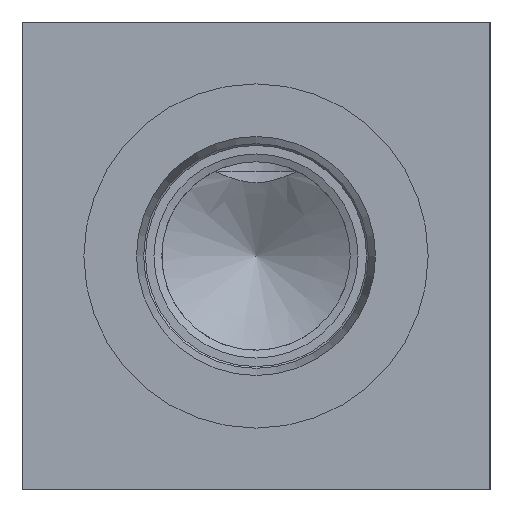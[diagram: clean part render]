
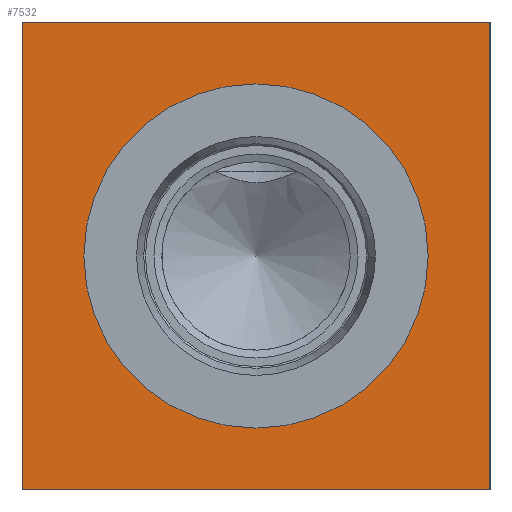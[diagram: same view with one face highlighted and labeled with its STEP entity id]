
A CAD part, left-side view. The second image highlights one B-rep face of the part: STEP entity #7532.
In plain terms, the highlighted planar face has unit normal (-1, 0, 0).
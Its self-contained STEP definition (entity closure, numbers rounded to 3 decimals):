
#99=CIRCLE('',#7798,21.019);
#100=CIRCLE('',#7799,21.019);
#217=FACE_BOUND('',#1242,.T.);
#431=PLANE('',#7917);
#814=FACE_OUTER_BOUND('',#1241,.T.);
#1241=EDGE_LOOP('',(#6689,#6690,#6691,#6692));
#1242=EDGE_LOOP('',(#6693,#6694));
#1504=LINE('',#11800,#2188);
#1931=LINE('',#13115,#2615);
#1932=LINE('',#13116,#2616);
#1933=LINE('',#13117,#2617);
#2188=VECTOR('',#8284,10.);
#2615=VECTOR('',#9333,10.);
#2616=VECTOR('',#9334,10.);
#2617=VECTOR('',#9335,10.);
#3193=VERTEX_POINT('',#11793);
#3196=VERTEX_POINT('',#11798);
#3496=VERTEX_POINT('',#12844);
#3497=VERTEX_POINT('',#12845);
#3576=VERTEX_POINT('',#13113);
#3577=VERTEX_POINT('',#13114);
#4057=EDGE_CURVE('',#3196,#3193,#1504,.T.);
#4505=EDGE_CURVE('',#3496,#3497,#99,.T.);
#4506=EDGE_CURVE('',#3497,#3496,#100,.T.);
#4620=EDGE_CURVE('',#3576,#3577,#1931,.T.);
#4621=EDGE_CURVE('',#3577,#3193,#1932,.T.);
#4622=EDGE_CURVE('',#3576,#3196,#1933,.T.);
#6689=ORIENTED_EDGE('',*,*,#4620,.T.);
#6690=ORIENTED_EDGE('',*,*,#4621,.T.);
#6691=ORIENTED_EDGE('',*,*,#4057,.F.);
#6692=ORIENTED_EDGE('',*,*,#4622,.F.);
#6693=ORIENTED_EDGE('',*,*,#4505,.T.);
#6694=ORIENTED_EDGE('',*,*,#4506,.T.);
#7532=ADVANCED_FACE('',(#814,#217),#431,.T.);
#7798=AXIS2_PLACEMENT_3D('',#12846,#9056,#9057);
#7799=AXIS2_PLACEMENT_3D('',#12847,#9058,#9059);
#7917=AXIS2_PLACEMENT_3D('',#13112,#9331,#9332);
#8284=DIRECTION('',(0.,-1.,0.));
#9056=DIRECTION('center_axis',(1.,0.,0.));
#9057=DIRECTION('ref_axis',(0.,0.,1.));
#9058=DIRECTION('center_axis',(1.,0.,0.));
#9059=DIRECTION('ref_axis',(0.,0.,1.));
#9331=DIRECTION('center_axis',(-1.,0.,0.));
#9332=DIRECTION('ref_axis',(0.,-1.,0.));
#9333=DIRECTION('',(0.,-1.,0.));
#9334=DIRECTION('',(0.,0.,1.));
#9335=DIRECTION('',(0.,0.,1.));
#11793=CARTESIAN_POINT('',(0.,0.,57.15));
#11798=CARTESIAN_POINT('',(0.,57.15,57.15));
#11800=CARTESIAN_POINT('',(0.,57.15,57.15));
#12844=CARTESIAN_POINT('',(0.,28.575,49.594));
#12845=CARTESIAN_POINT('',(0.,28.575,7.556));
#12846=CARTESIAN_POINT('Origin',(0.,28.575,28.575));
#12847=CARTESIAN_POINT('Origin',(0.,28.575,28.575));
#13112=CARTESIAN_POINT('Origin',(0.,57.15,0.));
#13113=CARTESIAN_POINT('',(0.,57.15,0.));
#13114=CARTESIAN_POINT('',(0.,0.,0.));
#13115=CARTESIAN_POINT('',(0.,57.15,0.));
#13116=CARTESIAN_POINT('',(0.,0.,0.));
#13117=CARTESIAN_POINT('',(0.,57.15,0.));
